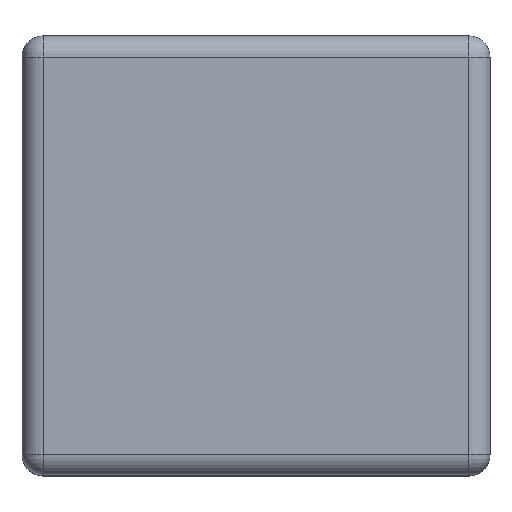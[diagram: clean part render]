
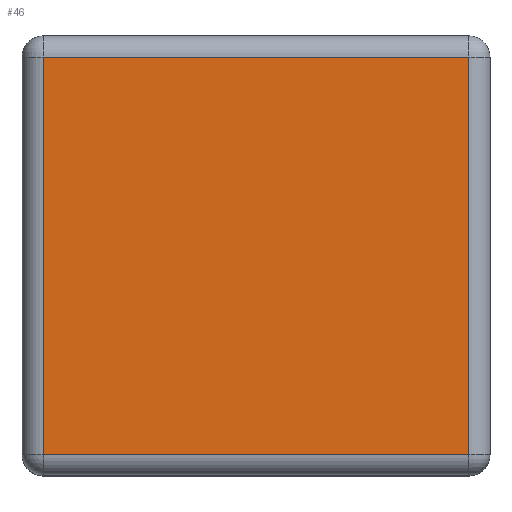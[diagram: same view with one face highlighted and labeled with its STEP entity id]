
A CAD part, top view. The second image highlights one B-rep face of the part: STEP entity #46.
In plain terms, the highlighted planar face has unit normal (0, 0, 1).
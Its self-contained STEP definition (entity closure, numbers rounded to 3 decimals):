
#31 = LINE ( 'NONE', #543, #913 ) ;
#46 = ADVANCED_FACE ( 'NONE', ( #1221 ), #111, .F. ) ;
#100 = CARTESIAN_POINT ( 'NONE',  ( 7.5, -7., 13. ) ) ;
#111 = PLANE ( 'NONE',  #712 ) ;
#113 = ORIENTED_EDGE ( 'NONE', *, *, #884, .T. ) ;
#149 = VERTEX_POINT ( 'NONE', #674 ) ;
#188 = EDGE_CURVE ( 'NONE', #966, #794, #1272, .T. ) ;
#260 = EDGE_LOOP ( 'NONE', ( #902, #1263, #113, #1029 ) ) ;
#287 = CARTESIAN_POINT ( 'NONE',  ( 7.5, 7., 13. ) ) ;
#333 = DIRECTION ( 'NONE',  ( -1., 0., 0. ) ) ;
#380 = DIRECTION ( 'NONE',  ( 0., 1., 0. ) ) ;
#402 = LINE ( 'NONE', #100, #855 ) ;
#491 = EDGE_CURVE ( 'NONE', #149, #966, #402, .T. ) ;
#501 = CARTESIAN_POINT ( 'NONE',  ( 7.5, 7., 13. ) ) ;
#543 = CARTESIAN_POINT ( 'NONE',  ( 7.5, 7., 13. ) ) ;
#545 = CARTESIAN_POINT ( 'NONE',  ( -7.5, 7., 13. ) ) ;
#603 = EDGE_CURVE ( 'NONE', #1175, #149, #1220, .T. ) ;
#674 = CARTESIAN_POINT ( 'NONE',  ( -7.5, -7., 13. ) ) ;
#712 = AXIS2_PLACEMENT_3D ( 'NONE', #501, #1086, #333 ) ;
#765 = CARTESIAN_POINT ( 'NONE',  ( 7.5, 7., 13. ) ) ;
#794 = VERTEX_POINT ( 'NONE', #287 ) ;
#833 = VECTOR ( 'NONE', #380, 1000. ) ;
#855 = VECTOR ( 'NONE', #880, 1000. ) ;
#880 = DIRECTION ( 'NONE',  ( 1., 0., 0. ) ) ;
#884 = EDGE_CURVE ( 'NONE', #794, #1175, #31, .T. ) ;
#902 = ORIENTED_EDGE ( 'NONE', *, *, #491, .T. ) ;
#913 = VECTOR ( 'NONE', #1106, 1000. ) ;
#916 = DIRECTION ( 'NONE',  ( 0., -1., 0. ) ) ;
#966 = VERTEX_POINT ( 'NONE', #1041 ) ;
#1029 = ORIENTED_EDGE ( 'NONE', *, *, #603, .T. ) ;
#1041 = CARTESIAN_POINT ( 'NONE',  ( 7.5, -7., 13. ) ) ;
#1086 = DIRECTION ( 'NONE',  ( 0., 0., -1. ) ) ;
#1101 = VECTOR ( 'NONE', #916, 1000. ) ;
#1106 = DIRECTION ( 'NONE',  ( -1., 0., 0. ) ) ;
#1109 = CARTESIAN_POINT ( 'NONE',  ( -7.5, 7., 13. ) ) ;
#1175 = VERTEX_POINT ( 'NONE', #1109 ) ;
#1220 = LINE ( 'NONE', #545, #1101 ) ;
#1221 = FACE_OUTER_BOUND ( 'NONE', #260, .T. ) ;
#1263 = ORIENTED_EDGE ( 'NONE', *, *, #188, .T. ) ;
#1272 = LINE ( 'NONE', #765, #833 ) ;
